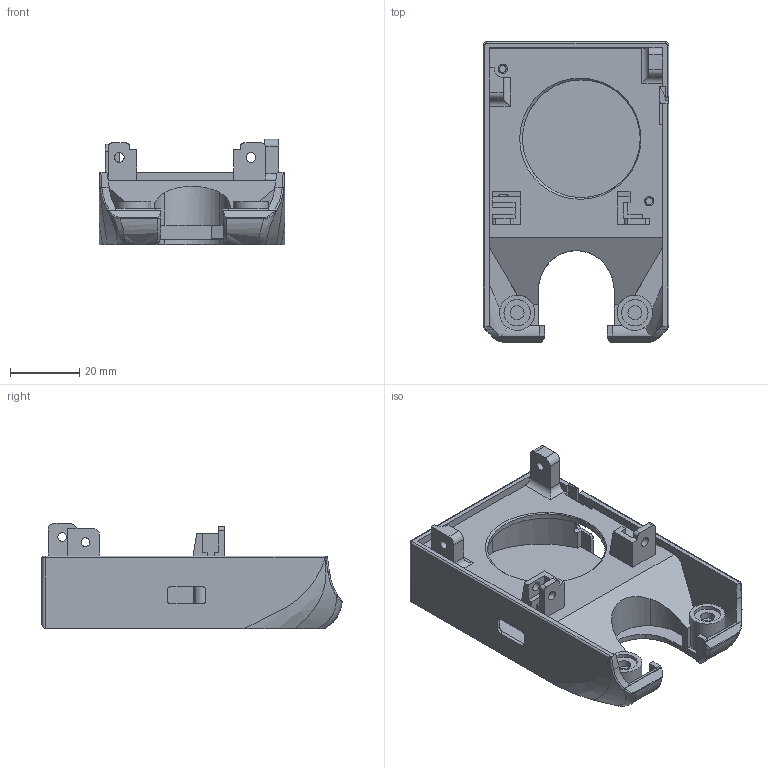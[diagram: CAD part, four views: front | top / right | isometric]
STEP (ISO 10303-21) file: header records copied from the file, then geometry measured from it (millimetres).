
FILE_DESCRIPTION (( 'STEP AP203' ), '1' );
FILE_NAME ('Q2驗芛瑞圮俋褲.STEP', '2025-09-05T06:03:10', ( '' ), ( '' ), 'SwSTEP 2.0', 'SolidWorks 2024', '' );
FILE_SCHEMA (( 'CONFIG_CONTROL_DESIGN' ));
Length unit declared in the file: millimetre
Products named in the file (3): Q2喷头风扇外壳; q25010风扇外壳-上3.11; q25010风扇外壳-下3.11
Assembly tree (2 placements, depth 2):
  Q2喷头风扇外壳
    q25010风扇外壳-上3.11
    q25010风扇外壳-下3.11
Bounding box: 53.6 x 86.75 x 30.5 mm (x, y, z)
Volume: 20893 mm3; surface area: 27727.4 mm2
Topology: 2 solids, 2 shells, 335 faces, 907 edges, 583 vertices
Faces by surface type: plane 172, cylinder 106, bspline 51, cone 4, torus 2
Full cylindrical faces by diameter (mm): 2 x2, 2.5 x2, 2.7 x2, 2.8 x3, 4 x2, 4.2 x2, 6 x2, 7.2 x2, 7.6 x2, 10.2 x2, 34 x1
Entity records: 15181 total; most frequent: CARTESIAN_POINT 6914, ORIENTED_EDGE 1758, DIRECTION 1486, EDGE_CURVE 879, VERTEX_POINT 580, LINE 532, VECTOR 532, AXIS2_PLACEMENT_3D 477
